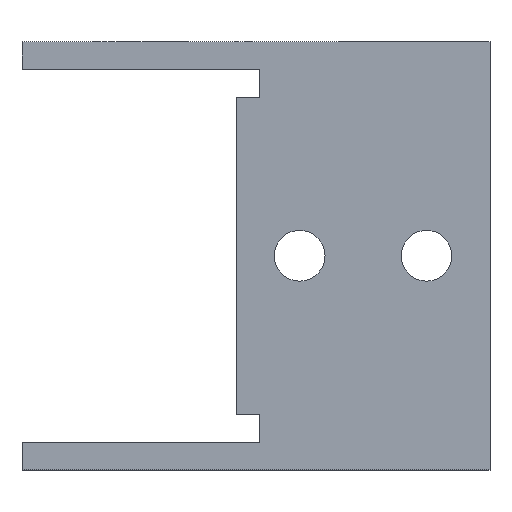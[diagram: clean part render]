
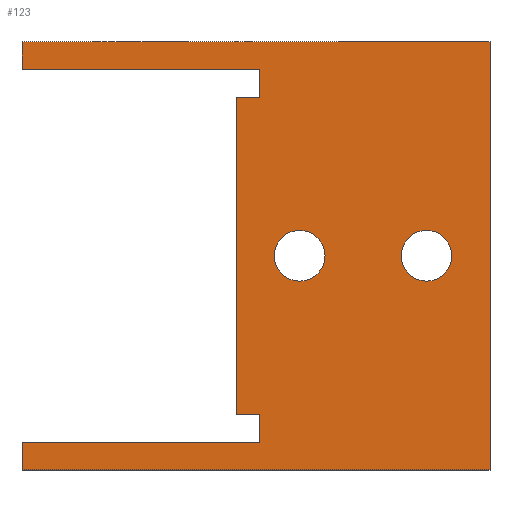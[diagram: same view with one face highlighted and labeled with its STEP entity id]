
A CAD part, top view. The second image highlights one B-rep face of the part: STEP entity #123.
In plain terms, the highlighted planar face has unit normal (0, 0, 1).
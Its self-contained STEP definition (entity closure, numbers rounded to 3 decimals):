
#123=ADVANCED_FACE('',(#247,#248,#249),#250,.T.);
#247=FACE_BOUND('',#365,.T.);
#248=FACE_BOUND('',#366,.T.);
#249=FACE_OUTER_BOUND('',#367,.T.);
#250=PLANE('',#368);
#365=EDGE_LOOP('',(#665,#666));
#366=EDGE_LOOP('',(#667,#668));
#367=EDGE_LOOP('',(#669,#670,#671,#672,#673,#674,#675,#676,#677,#678,#679,#680));
#368=AXIS2_PLACEMENT_3D('',#681,#682,#683);
#665=ORIENTED_EDGE('',*,*,#722,.T.);
#666=ORIENTED_EDGE('',*,*,#745,.T.);
#667=ORIENTED_EDGE('',*,*,#713,.T.);
#668=ORIENTED_EDGE('',*,*,#750,.T.);
#669=ORIENTED_EDGE('',*,*,#810,.F.);
#670=ORIENTED_EDGE('',*,*,#815,.F.);
#671=ORIENTED_EDGE('',*,*,#818,.T.);
#672=ORIENTED_EDGE('',*,*,#798,.T.);
#673=ORIENTED_EDGE('',*,*,#742,.T.);
#674=ORIENTED_EDGE('',*,*,#737,.T.);
#675=ORIENTED_EDGE('',*,*,#733,.T.);
#676=ORIENTED_EDGE('',*,*,#726,.T.);
#677=ORIENTED_EDGE('',*,*,#731,.T.);
#678=ORIENTED_EDGE('',*,*,#767,.T.);
#679=ORIENTED_EDGE('',*,*,#782,.T.);
#680=ORIENTED_EDGE('',*,*,#787,.F.);
#681=CARTESIAN_POINT('',(-492.0,23.5,63.5));
#682=DIRECTION('',(0.0,0.0,1.0));
#683=DIRECTION('',(-1.0,-0.0,0.0));
#713=EDGE_CURVE('',#850,#852,#854,.T.);
#722=EDGE_CURVE('',#865,#867,#869,.T.);
#726=EDGE_CURVE('',#876,#874,#877,.T.);
#731=EDGE_CURVE('',#874,#882,#884,.T.);
#733=EDGE_CURVE('',#886,#876,#887,.T.);
#737=EDGE_CURVE('',#892,#886,#893,.T.);
#742=EDGE_CURVE('',#900,#892,#901,.T.);
#745=EDGE_CURVE('',#867,#865,#904,.T.);
#750=EDGE_CURVE('',#852,#850,#909,.T.);
#767=EDGE_CURVE('',#882,#934,#936,.T.);
#782=EDGE_CURVE('',#934,#955,#957,.T.);
#787=EDGE_CURVE('',#962,#955,#963,.T.);
#798=EDGE_CURVE('',#977,#900,#978,.T.);
#810=EDGE_CURVE('',#994,#962,#995,.T.);
#815=EDGE_CURVE('',#1000,#994,#1002,.T.);
#818=EDGE_CURVE('',#1000,#977,#1005,.T.);
#850=VERTEX_POINT('',#1043);
#852=VERTEX_POINT('',#1046);
#854=CIRCLE('',#1049,1.6);
#865=VERTEX_POINT('',#1062);
#867=VERTEX_POINT('',#1065);
#869=CIRCLE('',#1068,1.6);
#874=VERTEX_POINT('',#1074);
#876=VERTEX_POINT('',#1077);
#877=LINE('',#1078,#1079);
#882=VERTEX_POINT('',#1086);
#884=LINE('',#1089,#1090);
#886=VERTEX_POINT('',#1092);
#887=LINE('',#1093,#1094);
#892=VERTEX_POINT('',#1101);
#893=LINE('',#1102,#1103);
#900=VERTEX_POINT('',#1113);
#901=LINE('',#1114,#1115);
#904=CIRCLE('',#1119,1.6);
#909=CIRCLE('',#1124,1.6);
#934=VERTEX_POINT('',#1159);
#936=LINE('',#1162,#1163);
#955=VERTEX_POINT('',#1190);
#957=LINE('',#1193,#1194);
#962=VERTEX_POINT('',#1200);
#963=LINE('',#1201,#1202);
#977=VERTEX_POINT('',#1222);
#978=LINE('',#1223,#1224);
#994=VERTEX_POINT('',#1246);
#995=LINE('',#1247,#1248);
#1000=VERTEX_POINT('',#1255);
#1002=LINE('',#1258,#1259);
#1005=LINE('',#1263,#1264);
#1043=CARTESIAN_POINT('',(-483.4,10.0,63.5));
#1046=CARTESIAN_POINT('',(-486.6,10.0,63.5));
#1049=AXIS2_PLACEMENT_3D('',#1294,#1295,#1296);
#1062=CARTESIAN_POINT('',(-491.4,10.0,63.5));
#1065=CARTESIAN_POINT('',(-494.6,10.0,63.5));
#1068=AXIS2_PLACEMENT_3D('',#1307,#1308,#1309);
#1074=CARTESIAN_POINT('',(-495.5,0.0,63.5));
#1077=CARTESIAN_POINT('',(-497.0,0.0,63.5));
#1078=CARTESIAN_POINT('',(-494.125,0.0,63.5));
#1079=VECTOR('',#1312,1.0);
#1086=CARTESIAN_POINT('',(-495.5,-1.75,63.5));
#1089=CARTESIAN_POINT('',(-495.5,10.438,63.5));
#1090=VECTOR('',#1316,1.0);
#1092=CARTESIAN_POINT('',(-497.0,20.0,63.5));
#1093=CARTESIAN_POINT('',(-497.0,21.75,63.5));
#1094=VECTOR('',#1317,1.0);
#1101=CARTESIAN_POINT('',(-495.5,20.0,63.5));
#1102=CARTESIAN_POINT('',(-494.125,20.0,63.5));
#1103=VECTOR('',#1320,1.0);
#1113=CARTESIAN_POINT('',(-495.5,21.75,63.5));
#1114=CARTESIAN_POINT('',(-495.5,21.313,63.5));
#1115=VECTOR('',#1324,1.0);
#1119=AXIS2_PLACEMENT_3D('',#1326,#1327,#1328);
#1124=AXIS2_PLACEMENT_3D('',#1335,#1336,#1337);
#1159=CARTESIAN_POINT('',(-510.5,-1.75,63.5));
#1162=CARTESIAN_POINT('',(-496.625,-1.75,63.5));
#1163=VECTOR('',#1355,1.0);
#1190=CARTESIAN_POINT('',(-510.5,-3.5,63.5));
#1193=CARTESIAN_POINT('',(-510.5,10.0,63.5));
#1194=VECTOR('',#1368,1.0);
#1200=CARTESIAN_POINT('',(-481.0,-3.5,63.5));
#1201=CARTESIAN_POINT('',(-506.75,-3.5,63.5));
#1202=VECTOR('',#1373,1.0);
#1222=CARTESIAN_POINT('',(-510.5,21.75,63.5));
#1223=CARTESIAN_POINT('',(-496.625,21.75,63.5));
#1224=VECTOR('',#1380,1.0);
#1246=CARTESIAN_POINT('',(-481.0,23.5,63.5));
#1247=CARTESIAN_POINT('',(-481.0,23.5,63.5));
#1248=VECTOR('',#1393,1.0);
#1255=CARTESIAN_POINT('',(-510.5,23.5,63.5));
#1258=CARTESIAN_POINT('',(-506.75,23.5,63.5));
#1259=VECTOR('',#1397,1.0);
#1263=CARTESIAN_POINT('',(-510.5,10.0,63.5));
#1264=VECTOR('',#1399,1.0);
#1294=CARTESIAN_POINT('',(-485.0,10.0,63.5));
#1295=DIRECTION('',(0.0,0.0,-1.0));
#1296=DIRECTION('',(1.0,0.0,0.0));
#1307=CARTESIAN_POINT('',(-493.0,10.0,63.5));
#1308=DIRECTION('',(0.0,0.0,-1.0));
#1309=DIRECTION('',(1.0,0.0,0.0));
#1312=DIRECTION('',(1.0,0.0,0.0));
#1316=DIRECTION('',(0.0,-1.0,0.0));
#1317=DIRECTION('',(0.0,-1.0,0.0));
#1320=DIRECTION('',(-1.0,0.0,0.0));
#1324=DIRECTION('',(0.0,-1.0,0.0));
#1326=CARTESIAN_POINT('',(-493.0,10.0,63.5));
#1327=DIRECTION('',(0.0,0.0,-1.0));
#1328=DIRECTION('',(1.0,0.0,0.0));
#1335=CARTESIAN_POINT('',(-485.0,10.0,63.5));
#1336=DIRECTION('',(0.0,0.0,-1.0));
#1337=DIRECTION('',(1.0,0.0,0.0));
#1355=DIRECTION('',(-1.0,0.0,0.0));
#1368=DIRECTION('',(0.0,-1.0,0.0));
#1373=DIRECTION('',(-1.0,0.0,0.0));
#1380=DIRECTION('',(1.0,0.0,0.0));
#1393=DIRECTION('',(0.0,-1.0,0.0));
#1397=DIRECTION('',(1.0,0.0,0.0));
#1399=DIRECTION('',(0.0,-1.0,0.0));
